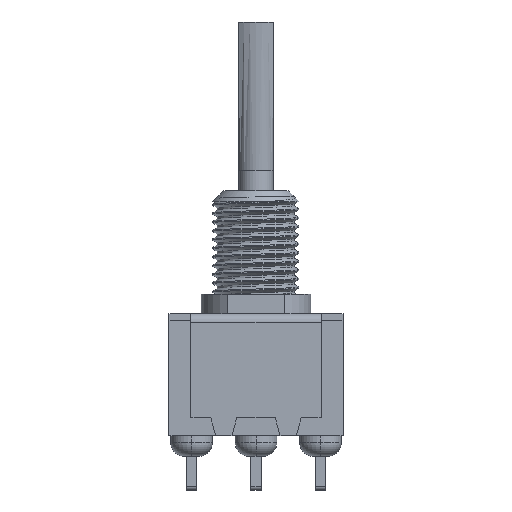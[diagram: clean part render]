
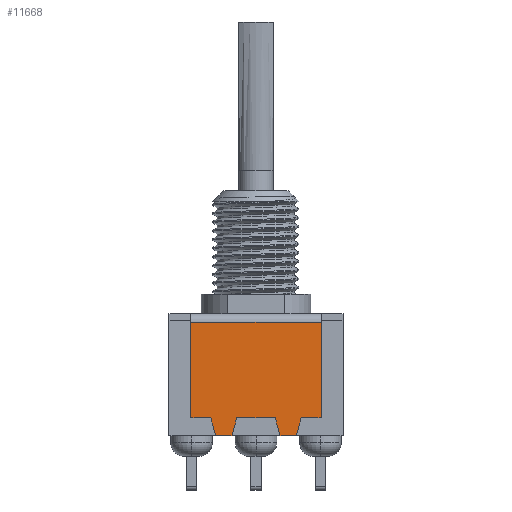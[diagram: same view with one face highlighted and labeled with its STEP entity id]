
A CAD part, top view. The second image highlights one B-rep face of the part: STEP entity #11668.
In plain terms, the highlighted planar face has unit normal (0, 0, 1).
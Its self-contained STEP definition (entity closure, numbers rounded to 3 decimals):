
#370 = VERTEX_POINT ( 'NONE', #4740 ) ;
#392 = CARTESIAN_POINT ( 'NONE',  ( -1.402, 2.8, 3.43 ) ) ;
#880 = CARTESIAN_POINT ( 'NONE',  ( -1.402, 2.8, 3.43 ) ) ;
#1216 = ORIENTED_EDGE ( 'NONE', *, *, #20262, .F. ) ;
#1766 = DIRECTION ( 'NONE',  ( 1., 0., 0. ) ) ;
#2624 = LINE ( 'NONE', #8740, #18177 ) ;
#3246 = CARTESIAN_POINT ( 'NONE',  ( 3.298, 2.8, 3.43 ) ) ;
#3340 = CARTESIAN_POINT ( 'NONE',  ( -3.298, 2.8, 3.43 ) ) ;
#3356 = CARTESIAN_POINT ( 'NONE',  ( -4.75, 2.8, 3.43 ) ) ;
#3459 = LINE ( 'NONE', #23494, #22958 ) ;
#3568 = DIRECTION ( 'NONE',  ( -1., 0., 0. ) ) ;
#3683 = CARTESIAN_POINT ( 'NONE',  ( 4.75, 2.8, 3.43 ) ) ;
#3802 = CARTESIAN_POINT ( 'NONE',  ( -1.75, 1.5, 3.43 ) ) ;
#3980 = CARTESIAN_POINT ( 'NONE',  ( 4.75, 9.78, 3.43 ) ) ;
#4598 = DIRECTION ( 'NONE',  ( 0., 1., 0. ) ) ;
#4740 = CARTESIAN_POINT ( 'NONE',  ( -2.95, 1.5, 3.43 ) ) ;
#5109 = ORIENTED_EDGE ( 'NONE', *, *, #16811, .T. ) ;
#5365 = LINE ( 'NONE', #23362, #10271 ) ;
#5471 = LINE ( 'NONE', #20141, #22534 ) ;
#5528 = DIRECTION ( 'NONE',  ( -0.259, -0.966, 0. ) ) ;
#5984 = ORIENTED_EDGE ( 'NONE', *, *, #10059, .F. ) ;
#6394 = PLANE ( 'NONE',  #12592 ) ;
#6419 = VERTEX_POINT ( 'NONE', #20654 ) ;
#6445 = VECTOR ( 'NONE', #6956, 1000. ) ;
#6685 = DIRECTION ( 'NONE',  ( -1., 0., 0. ) ) ;
#6956 = DIRECTION ( 'NONE',  ( 1., 0., 0. ) ) ;
#7169 = VERTEX_POINT ( 'NONE', #3980 ) ;
#7181 = LINE ( 'NONE', #3340, #17229 ) ;
#7206 = EDGE_LOOP ( 'NONE', ( #10654, #11896, #14332, #5109, #22542, #5984, #14694, #13321, #1216, #17278, #18724, #22176 ) ) ;
#7872 = EDGE_CURVE ( 'NONE', #15921, #15345, #20176, .T. ) ;
#8740 = CARTESIAN_POINT ( 'NONE',  ( -4.75, 2.8, 3.43 ) ) ;
#8990 = DIRECTION ( 'NONE',  ( -0.259, 0.966, 0. ) ) ;
#9013 = VECTOR ( 'NONE', #21040, 1000. ) ;
#9068 = LINE ( 'NONE', #392, #19733 ) ;
#9190 = EDGE_CURVE ( 'NONE', #19956, #23162, #18954, .T. ) ;
#9335 = CARTESIAN_POINT ( 'NONE',  ( -3.298, 2.8, 3.43 ) ) ;
#9510 = VERTEX_POINT ( 'NONE', #9335 ) ;
#10057 = VERTEX_POINT ( 'NONE', #16850 ) ;
#10059 = EDGE_CURVE ( 'NONE', #21473, #19956, #9068, .T. ) ;
#10121 = CARTESIAN_POINT ( 'NONE',  ( 0., 0., 3.43 ) ) ;
#10271 = VECTOR ( 'NONE', #3568, 1000. ) ;
#10464 = LINE ( 'NONE', #20922, #9013 ) ;
#10654 = ORIENTED_EDGE ( 'NONE', *, *, #7872, .T. ) ;
#11149 = DIRECTION ( 'NONE',  ( 0., -1., 0. ) ) ;
#11668 = ADVANCED_FACE ( 'NONE', ( #15533 ), #6394, .F. ) ;
#11896 = ORIENTED_EDGE ( 'NONE', *, *, #20950, .F. ) ;
#12062 = EDGE_CURVE ( 'NONE', #13764, #21473, #5471, .T. ) ;
#12142 = EDGE_CURVE ( 'NONE', #15921, #7169, #12922, .T. ) ;
#12466 = CARTESIAN_POINT ( 'NONE',  ( 1.75, 1.5, 3.43 ) ) ;
#12592 = AXIS2_PLACEMENT_3D ( 'NONE', #10121, #19261, #4598 ) ;
#12922 = LINE ( 'NONE', #16301, #18348 ) ;
#13004 = VERTEX_POINT ( 'NONE', #3683 ) ;
#13060 = CARTESIAN_POINT ( 'NONE',  ( 1.402, 2.8, 3.43 ) ) ;
#13207 = VECTOR ( 'NONE', #17043, 1000. ) ;
#13321 = ORIENTED_EDGE ( 'NONE', *, *, #22504, .T. ) ;
#13764 = VERTEX_POINT ( 'NONE', #12466 ) ;
#13805 = EDGE_CURVE ( 'NONE', #370, #9510, #7181, .T. ) ;
#14303 = CARTESIAN_POINT ( 'NONE',  ( 0., 1.5, 3.43 ) ) ;
#14306 = LINE ( 'NONE', #3246, #21655 ) ;
#14332 = ORIENTED_EDGE ( 'NONE', *, *, #13805, .F. ) ;
#14500 = DIRECTION ( 'NONE',  ( -0.259, 0.966, 0. ) ) ;
#14694 = ORIENTED_EDGE ( 'NONE', *, *, #12062, .F. ) ;
#15026 = DIRECTION ( 'NONE',  ( -1., 0., 0. ) ) ;
#15345 = VERTEX_POINT ( 'NONE', #3356 ) ;
#15533 = FACE_OUTER_BOUND ( 'NONE', #7206, .T. ) ;
#15849 = LINE ( 'NONE', #14303, #6445 ) ;
#15921 = VERTEX_POINT ( 'NONE', #18320 ) ;
#16301 = CARTESIAN_POINT ( 'NONE',  ( 4.75, 9.78, 3.43 ) ) ;
#16811 = EDGE_CURVE ( 'NONE', #370, #23162, #3459, .T. ) ;
#16850 = CARTESIAN_POINT ( 'NONE',  ( 3.298, 2.8, 3.43 ) ) ;
#17043 = DIRECTION ( 'NONE',  ( -0.259, -0.966, 0. ) ) ;
#17229 = VECTOR ( 'NONE', #8990, 1000. ) ;
#17275 = CARTESIAN_POINT ( 'NONE',  ( -1.75, 1.5, 3.43 ) ) ;
#17278 = ORIENTED_EDGE ( 'NONE', *, *, #23008, .F. ) ;
#18177 = VECTOR ( 'NONE', #6685, 1000. ) ;
#18320 = CARTESIAN_POINT ( 'NONE',  ( -4.75, 9.78, 3.43 ) ) ;
#18348 = VECTOR ( 'NONE', #1766, 1000. ) ;
#18470 = DIRECTION ( 'NONE',  ( 1., 0., 0. ) ) ;
#18607 = CARTESIAN_POINT ( 'NONE',  ( -4.75, 0., 3.43 ) ) ;
#18724 = ORIENTED_EDGE ( 'NONE', *, *, #19904, .T. ) ;
#18954 = LINE ( 'NONE', #17275, #13207 ) ;
#19261 = DIRECTION ( 'NONE',  ( 0., 0., -1. ) ) ;
#19733 = VECTOR ( 'NONE', #15026, 1000. ) ;
#19904 = EDGE_CURVE ( 'NONE', #13004, #7169, #10464, .T. ) ;
#19956 = VERTEX_POINT ( 'NONE', #880 ) ;
#20141 = CARTESIAN_POINT ( 'NONE',  ( 1.75, 1.5, 3.43 ) ) ;
#20176 = LINE ( 'NONE', #18607, #22368 ) ;
#20262 = EDGE_CURVE ( 'NONE', #10057, #6419, #14306, .T. ) ;
#20654 = CARTESIAN_POINT ( 'NONE',  ( 2.95, 1.5, 3.43 ) ) ;
#20922 = CARTESIAN_POINT ( 'NONE',  ( 4.75, 0., 3.43 ) ) ;
#20950 = EDGE_CURVE ( 'NONE', #9510, #15345, #2624, .T. ) ;
#21040 = DIRECTION ( 'NONE',  ( 0., 1., 0. ) ) ;
#21473 = VERTEX_POINT ( 'NONE', #13060 ) ;
#21655 = VECTOR ( 'NONE', #5528, 1000. ) ;
#22176 = ORIENTED_EDGE ( 'NONE', *, *, #12142, .F. ) ;
#22368 = VECTOR ( 'NONE', #11149, 1000. ) ;
#22504 = EDGE_CURVE ( 'NONE', #13764, #6419, #15849, .T. ) ;
#22534 = VECTOR ( 'NONE', #14500, 1000. ) ;
#22542 = ORIENTED_EDGE ( 'NONE', *, *, #9190, .F. ) ;
#22958 = VECTOR ( 'NONE', #18470, 1000. ) ;
#23008 = EDGE_CURVE ( 'NONE', #13004, #10057, #5365, .T. ) ;
#23162 = VERTEX_POINT ( 'NONE', #3802 ) ;
#23362 = CARTESIAN_POINT ( 'NONE',  ( 4.75, 2.8, 3.43 ) ) ;
#23494 = CARTESIAN_POINT ( 'NONE',  ( 0., 1.5, 3.43 ) ) ;
